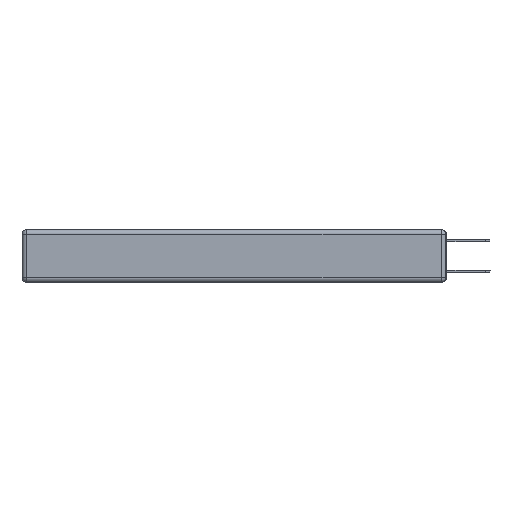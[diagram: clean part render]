
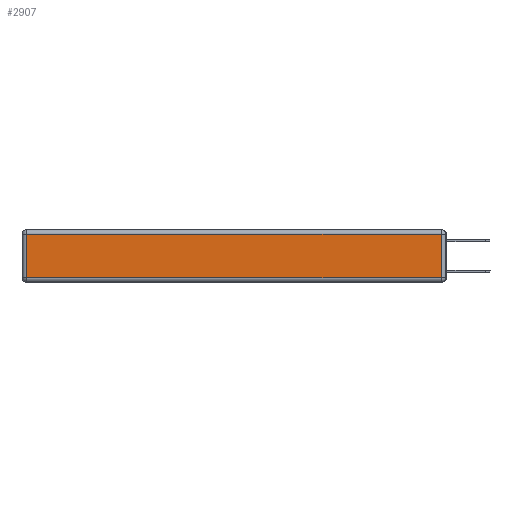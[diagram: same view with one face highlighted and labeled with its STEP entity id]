
A CAD part, left-side view. The second image highlights one B-rep face of the part: STEP entity #2907.
In plain terms, the highlighted planar face has unit normal (-1, 0, 0).
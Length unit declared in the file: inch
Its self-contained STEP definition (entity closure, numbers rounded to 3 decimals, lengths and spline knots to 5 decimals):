
#8 = ORIENTED_EDGE ( 'NONE', *, *, #16671, .T. ) ;
#1549 = DIRECTION ( 'NONE',  ( 0., -1., 0. ) ) ;
#2036 = CARTESIAN_POINT ( 'NONE',  ( 0., 2.72, -0.343 ) ) ;
#2073 = ORIENTED_EDGE ( 'NONE', *, *, #7648, .T. ) ;
#2907 = ADVANCED_FACE ( 'NONE', ( #16525 ), #15020, .T. ) ;
#3041 = EDGE_CURVE ( 'NONE', #5179, #3755, #9117, .T. ) ;
#3049 = VERTEX_POINT ( 'NONE', #3349 ) ;
#3173 = ORIENTED_EDGE ( 'NONE', *, *, #11470, .T. ) ;
#3349 = CARTESIAN_POINT ( 'NONE',  ( 0., 2.72, -0.03 ) ) ;
#3755 = VERTEX_POINT ( 'NONE', #11349 ) ;
#4196 = VECTOR ( 'NONE', #7308, 39.37008 ) ;
#4728 = VERTEX_POINT ( 'NONE', #13267 ) ;
#4743 = AXIS2_PLACEMENT_3D ( 'NONE', #13803, #16634, #5432 ) ;
#5179 = VERTEX_POINT ( 'NONE', #11428 ) ;
#5220 = CARTESIAN_POINT ( 'NONE',  ( 0., 0.03, -0.343 ) ) ;
#5432 = DIRECTION ( 'NONE',  ( 0., 0., 1. ) ) ;
#5871 = VECTOR ( 'NONE', #1549, 39.37008 ) ;
#5884 = LINE ( 'NONE', #11395, #4196 ) ;
#7308 = DIRECTION ( 'NONE',  ( 0., 1., 0. ) ) ;
#7648 = EDGE_CURVE ( 'NONE', #3049, #5179, #15930, .T. ) ;
#7982 = DIRECTION ( 'NONE',  ( 0., 0., 1. ) ) ;
#8517 = VECTOR ( 'NONE', #15761, 39.37008 ) ;
#9117 = LINE ( 'NONE', #15306, #5871 ) ;
#9841 = ORIENTED_EDGE ( 'NONE', *, *, #3041, .T. ) ;
#10082 = EDGE_LOOP ( 'NONE', ( #9841, #8, #3173, #2073 ) ) ;
#10150 = VECTOR ( 'NONE', #7982, 39.37008 ) ;
#11349 = CARTESIAN_POINT ( 'NONE',  ( 0., 0.03, -0.313 ) ) ;
#11395 = CARTESIAN_POINT ( 'NONE',  ( 0., 2.75, -0.03 ) ) ;
#11428 = CARTESIAN_POINT ( 'NONE',  ( 0., 2.72, -0.313 ) ) ;
#11470 = EDGE_CURVE ( 'NONE', #4728, #3049, #5884, .T. ) ;
#13267 = CARTESIAN_POINT ( 'NONE',  ( 0., 0.03, -0.03 ) ) ;
#13803 = CARTESIAN_POINT ( 'NONE',  ( 0., 0., -0.343 ) ) ;
#14070 = LINE ( 'NONE', #5220, #10150 ) ;
#15020 = PLANE ( 'NONE',  #4743 ) ;
#15306 = CARTESIAN_POINT ( 'NONE',  ( 0., 0., -0.313 ) ) ;
#15761 = DIRECTION ( 'NONE',  ( 0., 0., -1. ) ) ;
#15930 = LINE ( 'NONE', #2036, #8517 ) ;
#16525 = FACE_OUTER_BOUND ( 'NONE', #10082, .T. ) ;
#16634 = DIRECTION ( 'NONE',  ( -1., 0., 0. ) ) ;
#16671 = EDGE_CURVE ( 'NONE', #3755, #4728, #14070, .T. ) ;
